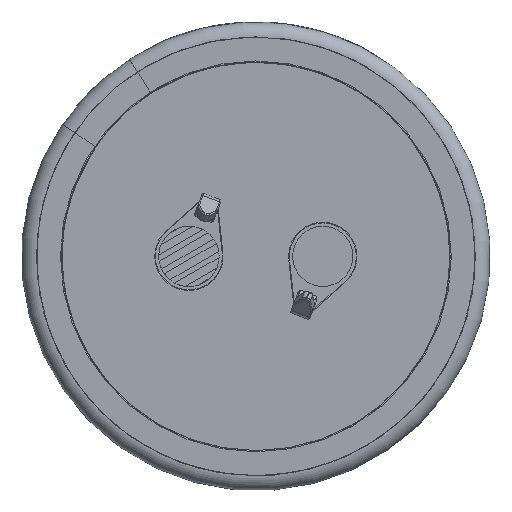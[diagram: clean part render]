
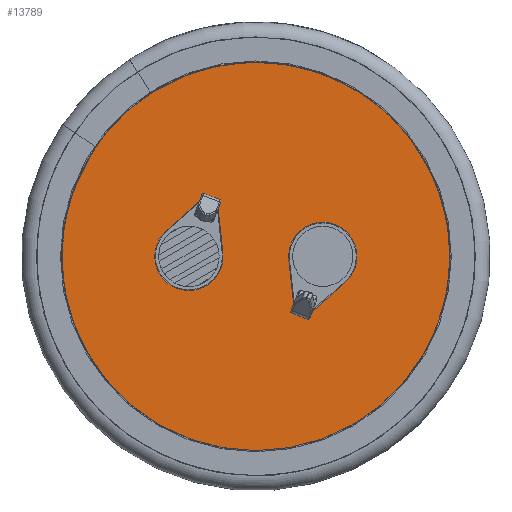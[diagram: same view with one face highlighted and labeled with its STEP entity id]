
A CAD part, front view. The second image highlights one B-rep face of the part: STEP entity #13789.
In plain terms, the highlighted planar face has unit normal (0, -1, 0).
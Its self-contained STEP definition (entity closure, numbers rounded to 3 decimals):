
#876=LINE('',#17781,#1516);
#877=LINE('',#17784,#1517);
#878=LINE('',#17786,#1518);
#879=LINE('',#17789,#1519);
#880=LINE('',#17792,#1520);
#881=LINE('',#17794,#1521);
#1516=VECTOR('',#15392,1000.);
#1517=VECTOR('',#15393,1000.);
#1518=VECTOR('',#15394,1000.);
#1519=VECTOR('',#15397,1000.);
#1520=VECTOR('',#15398,1000.);
#1521=VECTOR('',#15399,1000.);
#2203=ORIENTED_EDGE('',*,*,#5124,.T.);
#2204=ORIENTED_EDGE('',*,*,#5125,.F.);
#2205=ORIENTED_EDGE('',*,*,#5126,.F.);
#2206=ORIENTED_EDGE('',*,*,#5127,.F.);
#2207=ORIENTED_EDGE('',*,*,#5128,.F.);
#2208=ORIENTED_EDGE('',*,*,#5129,.T.);
#2209=ORIENTED_EDGE('',*,*,#5130,.T.);
#2210=ORIENTED_EDGE('',*,*,#5131,.T.);
#2211=ORIENTED_EDGE('',*,*,#5132,.T.);
#5124=EDGE_CURVE('',#6580,#6580,#7501,.T.);
#5125=EDGE_CURVE('',#6581,#6582,#876,.T.);
#5126=EDGE_CURVE('',#6583,#6581,#877,.T.);
#5127=EDGE_CURVE('',#6584,#6583,#878,.T.);
#5128=EDGE_CURVE('',#6582,#6584,#7502,.T.);
#5129=EDGE_CURVE('',#6585,#6586,#879,.T.);
#5130=EDGE_CURVE('',#6586,#6587,#880,.T.);
#5131=EDGE_CURVE('',#6587,#6588,#881,.T.);
#5132=EDGE_CURVE('',#6588,#6585,#7503,.T.);
#6580=VERTEX_POINT('',#17780);
#6581=VERTEX_POINT('',#17782);
#6582=VERTEX_POINT('',#17783);
#6583=VERTEX_POINT('',#17785);
#6584=VERTEX_POINT('',#17787);
#6585=VERTEX_POINT('',#17790);
#6586=VERTEX_POINT('',#17791);
#6587=VERTEX_POINT('',#17793);
#6588=VERTEX_POINT('',#17795);
#7501=CIRCLE('',#14441,14.59);
#7502=CIRCLE('',#14442,2.55);
#7503=CIRCLE('',#14443,2.55);
#7864=EDGE_LOOP('',(#2203));
#7865=EDGE_LOOP('',(#2204,#2205,#2206,#2207));
#7866=EDGE_LOOP('',(#2208,#2209,#2210,#2211));
#8577=FACE_BOUND('',#7864,.T.);
#8578=FACE_BOUND('',#7865,.T.);
#8579=FACE_BOUND('',#7866,.T.);
#9284=PLANE('',#14440);
#13789=ADVANCED_FACE('',(#8577,#8578,#8579),#9284,.T.);
#14440=AXIS2_PLACEMENT_3D('',#17778,#15388,#15389);
#14441=AXIS2_PLACEMENT_3D('',#17779,#15390,#15391);
#14442=AXIS2_PLACEMENT_3D('',#17788,#15395,#15396);
#14443=AXIS2_PLACEMENT_3D('',#17796,#15400,#15401);
#15388=DIRECTION('',(0.,-1.,0.));
#15389=DIRECTION('',(0.,0.,-1.));
#15390=DIRECTION('',(0.,-1.,0.));
#15391=DIRECTION('',(0.,0.,-1.));
#15392=DIRECTION('',(-0.748,0.,-0.664));
#15393=DIRECTION('',(-0.933,0.,0.36));
#15394=DIRECTION('',(-0.108,0.,0.994));
#15395=DIRECTION('',(0.,-1.,0.));
#15396=DIRECTION('',(0.,0.,1.));
#15397=DIRECTION('',(-0.748,0.,-0.664));
#15398=DIRECTION('',(-0.933,0.,0.36));
#15399=DIRECTION('',(-0.108,0.,0.994));
#15400=DIRECTION('',(0.,1.,0.));
#15401=DIRECTION('',(0.,0.,-1.));
#17778=CARTESIAN_POINT('',(0.,0.,0.));
#17779=CARTESIAN_POINT('',(0.,0.,0.));
#17780=CARTESIAN_POINT('',(0.,0.,-14.59));
#17781=CARTESIAN_POINT('',(-4.27,0.,4.059));
#17782=CARTESIAN_POINT('',(-4.27,0.,4.059));
#17783=CARTESIAN_POINT('',(-6.694,0.,1.906));
#17784=CARTESIAN_POINT('',(-2.814,0.,3.497));
#17785=CARTESIAN_POINT('',(-2.814,0.,3.497));
#17786=CARTESIAN_POINT('',(-2.465,0.,0.274));
#17787=CARTESIAN_POINT('',(-2.465,0.,0.274));
#17788=CARTESIAN_POINT('',(-5.,0.,0.));
#17789=CARTESIAN_POINT('',(6.694,0.,-1.906));
#17790=CARTESIAN_POINT('',(6.694,0.,-1.906));
#17791=CARTESIAN_POINT('',(4.27,0.,-4.059));
#17792=CARTESIAN_POINT('',(4.27,0.,-4.059));
#17793=CARTESIAN_POINT('',(2.814,0.,-3.497));
#17794=CARTESIAN_POINT('',(2.814,0.,-3.497));
#17795=CARTESIAN_POINT('',(2.465,0.,-0.274));
#17796=CARTESIAN_POINT('',(5.,0.,0.));
